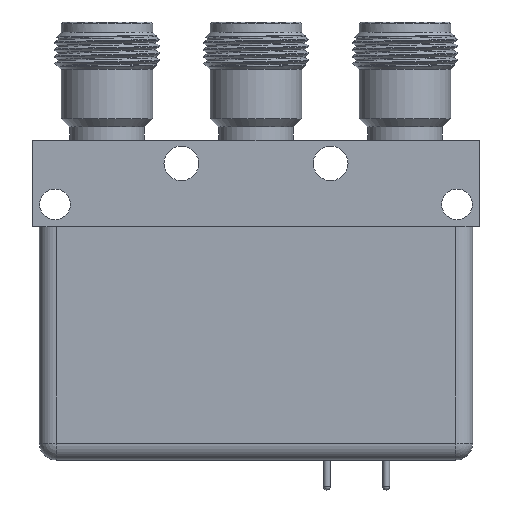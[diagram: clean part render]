
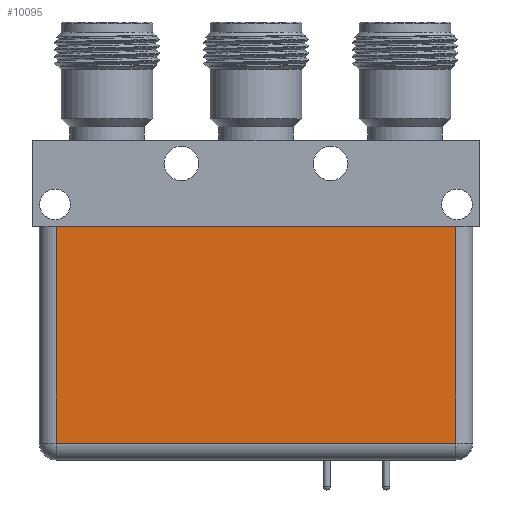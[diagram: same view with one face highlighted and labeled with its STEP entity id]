
A CAD part, front view. The second image highlights one B-rep face of the part: STEP entity #10095.
In plain terms, the highlighted planar face has unit normal (0, -1, 0).
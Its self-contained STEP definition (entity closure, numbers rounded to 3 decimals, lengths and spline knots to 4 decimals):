
#1145 = CARTESIAN_POINT ( 'NONE',  ( 1.1795, -0.4508, 0.4331 ) ) ;
#1875 = EDGE_CURVE ( 'NONE', #9342, #29050, #29883, .T. ) ;
#1906 = VECTOR ( 'NONE', #2675, 39.3701 ) ;
#2387 = VERTEX_POINT ( 'NONE', #39221 ) ;
#2525 = EDGE_CURVE ( 'NONE', #9342, #28459, #28763, .T. ) ;
#2675 = DIRECTION ( 'NONE',  ( 1., 0., 0. ) ) ;
#3737 = LINE ( 'NONE', #31056, #14562 ) ;
#4242 = AXIS2_PLACEMENT_3D ( 'NONE', #42167, #31970, #17471 ) ;
#4973 = DIRECTION ( 'NONE',  ( 0., 0., 1. ) ) ;
#7254 = CARTESIAN_POINT ( 'NONE',  ( -1.1795, -0.4508, -0.9449 ) ) ;
#7405 = DIRECTION ( 'NONE',  ( 0., 0., -1. ) ) ;
#8631 = EDGE_CURVE ( 'NONE', #2387, #28459, #44663, .T. ) ;
#9342 = VERTEX_POINT ( 'NONE', #21182 ) ;
#10095 = ADVANCED_FACE ( 'NONE', ( #17890 ), #39120, .T. ) ;
#12551 = ORIENTED_EDGE ( 'NONE', *, *, #1875, .T. ) ;
#12612 = DIRECTION ( 'NONE',  ( 1., 0., 0. ) ) ;
#13874 = CARTESIAN_POINT ( 'NONE',  ( 0., -0.4508, 0.4331 ) ) ;
#14562 = VECTOR ( 'NONE', #12612, 39.3701 ) ;
#17357 = VECTOR ( 'NONE', #4973, 39.3701 ) ;
#17471 = DIRECTION ( 'NONE',  ( 0., 0., -1. ) ) ;
#17890 = FACE_OUTER_BOUND ( 'NONE', #42379, .T. ) ;
#21182 = CARTESIAN_POINT ( 'NONE',  ( -1.1795, -0.4508, 0.4331 ) ) ;
#21922 = VECTOR ( 'NONE', #7405, 39.3701 ) ;
#24508 = CARTESIAN_POINT ( 'NONE',  ( -1.1795, -0.4508, -0.8449 ) ) ;
#26797 = CARTESIAN_POINT ( 'NONE',  ( 1.1795, -0.4508, 0.4331 ) ) ;
#28459 = VERTEX_POINT ( 'NONE', #1145 ) ;
#28763 = LINE ( 'NONE', #13874, #1906 ) ;
#29050 = VERTEX_POINT ( 'NONE', #24508 ) ;
#29883 = LINE ( 'NONE', #7254, #21922 ) ;
#31056 = CARTESIAN_POINT ( 'NONE',  ( 1.2795, -0.4508, -0.8449 ) ) ;
#31970 = DIRECTION ( 'NONE',  ( 0., -1., 0. ) ) ;
#32462 = EDGE_CURVE ( 'NONE', #29050, #2387, #3737, .T. ) ;
#34621 = ORIENTED_EDGE ( 'NONE', *, *, #32462, .T. ) ;
#39120 = PLANE ( 'NONE',  #4242 ) ;
#39221 = CARTESIAN_POINT ( 'NONE',  ( 1.1795, -0.4508, -0.8449 ) ) ;
#42167 = CARTESIAN_POINT ( 'NONE',  ( 0., -0.4508, 0. ) ) ;
#42379 = EDGE_LOOP ( 'NONE', ( #34621, #44367, #47083, #12551 ) ) ;
#44367 = ORIENTED_EDGE ( 'NONE', *, *, #8631, .T. ) ;
#44663 = LINE ( 'NONE', #26797, #17357 ) ;
#47083 = ORIENTED_EDGE ( 'NONE', *, *, #2525, .F. ) ;
